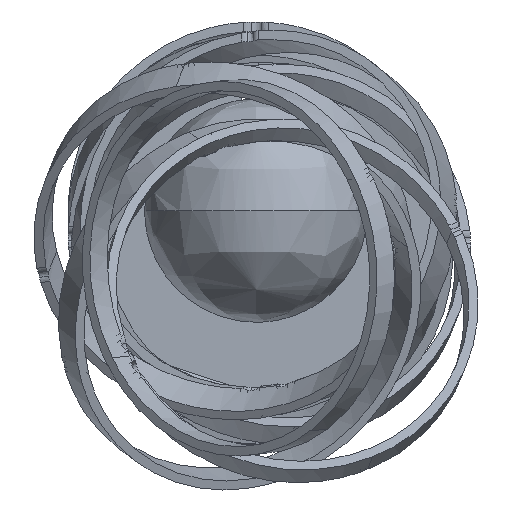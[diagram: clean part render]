
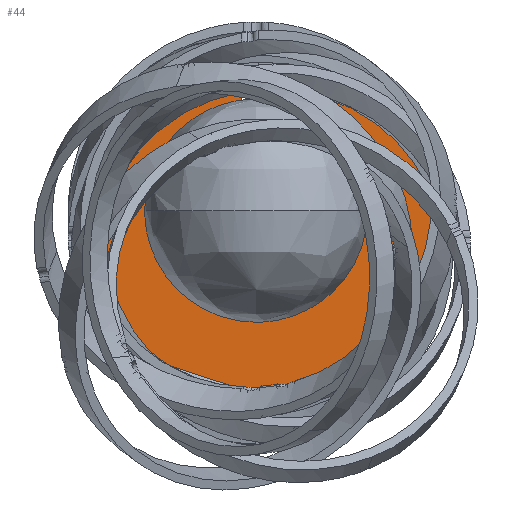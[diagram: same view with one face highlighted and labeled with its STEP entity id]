
A CAD part, top view. The second image highlights one B-rep face of the part: STEP entity #44.
In plain terms, the highlighted planar face has unit normal (0, 0, 1).
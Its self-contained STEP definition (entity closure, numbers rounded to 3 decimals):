
#44=ADVANCED_FACE('',(#373),#5328,.T.);
#373=FACE_OUTER_BOUND('',#702,.T.);
#702=EDGE_LOOP('',(#1039,#1040,#1041,#1042,#1043,#1044));
#1039=ORIENTED_EDGE('',*,*,#2897,.T.);
#1040=ORIENTED_EDGE('',*,*,#2889,.T.);
#1041=ORIENTED_EDGE('',*,*,#2899,.T.);
#1042=ORIENTED_EDGE('',*,*,#2885,.F.);
#1043=ORIENTED_EDGE('',*,*,#2902,.T.);
#1044=ORIENTED_EDGE('',*,*,#2890,.T.);
#2885=EDGE_CURVE('',#4735,#4736,#4416,.T.);
#2889=EDGE_CURVE('',#4739,#4740,#3812,.T.);
#2890=EDGE_CURVE('',#4741,#4742,#3813,.T.);
#2897=EDGE_CURVE('',#4742,#4739,#4418,.T.);
#2899=EDGE_CURVE('',#4740,#4736,#4420,.T.);
#2902=EDGE_CURVE('',#4735,#4741,#4423,.T.);
#3812=B_SPLINE_CURVE_WITH_KNOTS('',1,(#5991,#5992),.UNSPECIFIED.,.F.,.F.,
(2,2),(-48.744,0.),.UNSPECIFIED.);
#3813=B_SPLINE_CURVE_WITH_KNOTS('',1,(#5993,#5994),.UNSPECIFIED.,.F.,.F.,
(2,2),(-48.744,0.),.UNSPECIFIED.);
#4416=(
BOUNDED_CURVE()
B_SPLINE_CURVE(2,(#5969,#5970,#5971,#5972,#5973,#5974,#5975,#5976,#5977),
 .UNSPECIFIED.,.F.,.F.)
B_SPLINE_CURVE_WITH_KNOTS((3,2,2,2,3),(-303.937,-227.953,
-151.969,-75.984,0.),.UNSPECIFIED.)
CURVE()
GEOMETRIC_REPRESENTATION_ITEM()
RATIONAL_B_SPLINE_CURVE((1.,0.725,1.,0.725,1.,0.725,
1.,0.725,1.))
REPRESENTATION_ITEM('')
);
#4418=(
BOUNDED_CURVE()
B_SPLINE_CURVE(2,(#6007,#6008,#6009,#6010,#6011),.UNSPECIFIED.,.F.,.F.)
B_SPLINE_CURVE_WITH_KNOTS((3,2,3),(-12.566,-6.283,
0.),.UNSPECIFIED.)
CURVE()
GEOMETRIC_REPRESENTATION_ITEM()
RATIONAL_B_SPLINE_CURVE((1.,0.707,1.,0.707,1.))
REPRESENTATION_ITEM('')
);
#4420=(
BOUNDED_CURVE()
B_SPLINE_CURVE(2,(#6017,#6018,#6019,#6020,#6021),.UNSPECIFIED.,.F.,.F.)
B_SPLINE_CURVE_WITH_KNOTS((3,2,3),(0.,0.837,1.673),
 .UNSPECIFIED.)
CURVE()
GEOMETRIC_REPRESENTATION_ITEM()
RATIONAL_B_SPLINE_CURVE((1.,0.914,1.,0.914,1.))
REPRESENTATION_ITEM('')
);
#4423=(
BOUNDED_CURVE()
B_SPLINE_CURVE(2,(#6032,#6033,#6034,#6035,#6036),.UNSPECIFIED.,.F.,.F.)
B_SPLINE_CURVE_WITH_KNOTS((3,2,3),(0.,0.837,1.673),
 .UNSPECIFIED.)
CURVE()
GEOMETRIC_REPRESENTATION_ITEM()
RATIONAL_B_SPLINE_CURVE((1.,0.914,1.,0.914,1.))
REPRESENTATION_ITEM('')
);
#4735=VERTEX_POINT('',#5957);
#4736=VERTEX_POINT('',#5958);
#4739=VERTEX_POINT('',#5961);
#4740=VERTEX_POINT('',#5962);
#4741=VERTEX_POINT('',#5963);
#4742=VERTEX_POINT('',#5964);
#5328=PLANE('',#5729);
#5729=AXIS2_PLACEMENT_3D('',#5899,#5805,$);
#5805=DIRECTION('',(0.,0.,1.));
#5899=CARTESIAN_POINT('',(63.444,-60.588,8.3));
#5957=CARTESIAN_POINT('',(5.102,49.739,8.3));
#5958=CARTESIAN_POINT('',(-5.102,49.739,8.3));
#5961=CARTESIAN_POINT('',(-4.,0.,8.3));
#5962=CARTESIAN_POINT('',(-4.,48.744,8.3));
#5963=CARTESIAN_POINT('',(4.,48.744,8.3));
#5964=CARTESIAN_POINT('',(4.,0.,8.3));
#5969=CARTESIAN_POINT('',(5.102,49.739,8.3));
#5970=CARTESIAN_POINT('',(52.362,44.891,8.3));
#5971=CARTESIAN_POINT('',(49.935,-2.554,8.3));
#5972=CARTESIAN_POINT('',(47.508,-50.,8.3));
#5973=CARTESIAN_POINT('',(0.,-50.,8.3));
#5974=CARTESIAN_POINT('',(-47.508,-50.,8.3));
#5975=CARTESIAN_POINT('',(-49.935,-2.554,8.3));
#5976=CARTESIAN_POINT('',(-52.362,44.891,8.3));
#5977=CARTESIAN_POINT('',(-5.102,49.739,8.3));
#5991=CARTESIAN_POINT('',(-4.,0.,8.3));
#5992=CARTESIAN_POINT('',(-4.,48.744,8.3));
#5993=CARTESIAN_POINT('',(4.,48.744,8.3));
#5994=CARTESIAN_POINT('',(4.,0.,8.3));
#6007=CARTESIAN_POINT('',(4.,0.,8.3));
#6008=CARTESIAN_POINT('',(4.,-4.,8.3));
#6009=CARTESIAN_POINT('',(0.,-4.,8.3));
#6010=CARTESIAN_POINT('',(-4.,-4.,8.3));
#6011=CARTESIAN_POINT('',(-4.,0.,8.3));
#6017=CARTESIAN_POINT('',(-4.,48.744,8.3));
#6018=CARTESIAN_POINT('',(-4.,49.189,8.3));
#6019=CARTESIAN_POINT('',(-4.33,49.487,8.3));
#6020=CARTESIAN_POINT('',(-4.66,49.784,8.3));
#6021=CARTESIAN_POINT('',(-5.102,49.739,8.3));
#6032=CARTESIAN_POINT('',(5.102,49.739,8.3));
#6033=CARTESIAN_POINT('',(4.66,49.784,8.3));
#6034=CARTESIAN_POINT('',(4.33,49.487,8.3));
#6035=CARTESIAN_POINT('',(4.,49.189,8.3));
#6036=CARTESIAN_POINT('',(4.,48.744,8.3));
